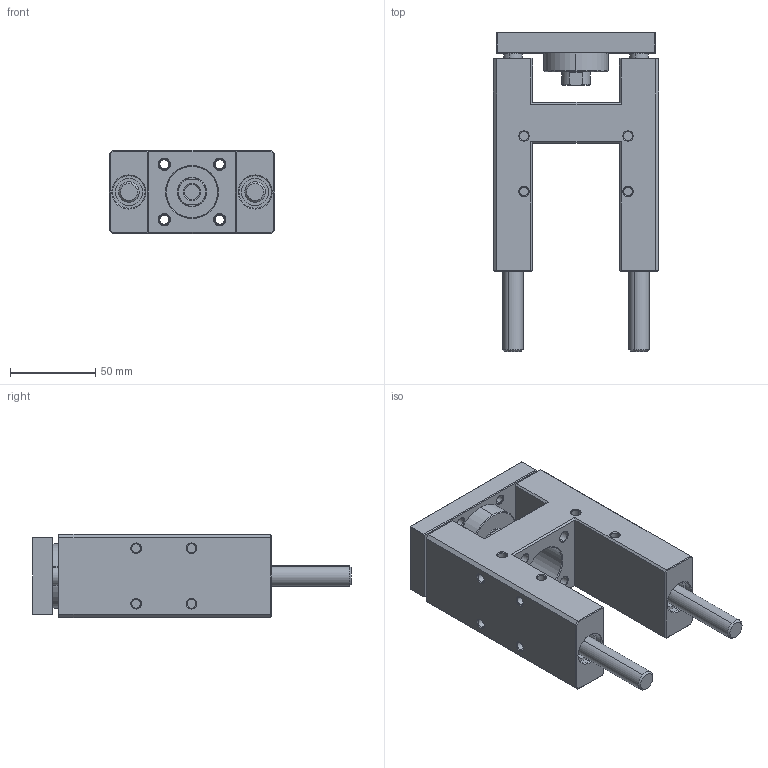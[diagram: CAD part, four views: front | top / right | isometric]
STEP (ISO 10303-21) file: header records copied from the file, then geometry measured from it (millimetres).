
FILE_DESCRIPTION (( 'STEP AP214' ), '1' );
FILE_NAME ('32 H-GUIDING.STEP', '2010-08-06T15:16:04', ( '' ), ( '' ), 'SwSTEP 2.0', 'SolidWorks 2010', '' );
FILE_SCHEMA (( 'AUTOMOTIVE_DESIGN' ));
Length unit declared in the file: millimetre
Products named in the file (5): 茿P  32  H-YATAK 諲; ÇAP  32  H-YATAK MÝLÝ; ÇAP 32  H-YATAK CÝVATASI; 32  H-GUIDING; 茿P 32  H-YATAK  ARKA
Assembly tree (6 placements, depth 2):
  32  H-GUIDING
    茿P  32  H-YATAK 諲
    ÇAP  32  H-YATAK MÝLÝ  x2
    ÇAP 32  H-YATAK CÝVATASI  x2
    茿P 32  H-YATAK  ARKA
Bounding box: 97 x 187 x 49 mm (x, y, z)
Volume: 359530.7 mm3; surface area: 95411.4 mm2
Topology: 6 solids, 6 shells, 395 faces, 858 edges, 516 vertices
Faces by surface type: plane 149, cylinder 128, cone 110, torus 8
Entity records: 10478 total; most frequent: DIRECTION 1850, CARTESIAN_POINT 1828, ORIENTED_EDGE 1572, EDGE_CURVE 786, AXIS2_PLACEMENT_3D 714, VERTEX_POINT 472, EDGE_LOOP 434, LINE 422
